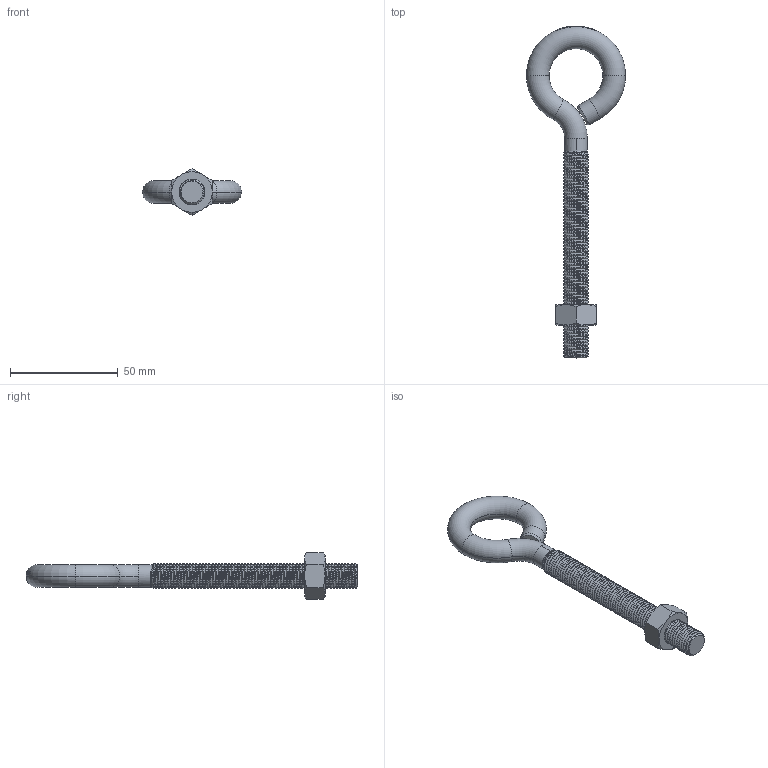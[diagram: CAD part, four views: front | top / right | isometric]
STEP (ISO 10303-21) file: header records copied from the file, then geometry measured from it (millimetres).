
FILE_DESCRIPTION (( 'STEP AP214' ), '1' );
FILE_NAME ('05173-Eyebolt Unwelded Eye Zinc Plated M12 150mm.STEP', '2019-01-07T01:58:27', ( '' ), ( '' ), 'SwSTEP 2.0', 'SolidWorks 2018', '' );
FILE_SCHEMA (( 'AUTOMOTIVE_DESIGN' ));
Length unit declared in the file: millimetre
Products named in the file (1): 05173-Eyebolt Unwelded Eye Zinc Plated M12 150mm
Bounding box: 46 x 154 x 21.71 mm (x, y, z)
Volume: 21990.5 mm3; surface area: 11064.1 mm2
Topology: 2 solids, 2 shells, 431 faces, 1185 edges, 782 vertices
Faces by surface type: bspline 235, cylinder 131, torus 32, cone 22, plane 11
Entity records: 36311 total; most frequent: CARTESIAN_POINT 28201, ORIENTED_EDGE 2370, EDGE_CURVE 1185, VERTEX_POINT 782, B_SPLINE_CURVE_WITH_KNOTS 739, DIRECTION 631, EDGE_LOOP 457, FACE_OUTER_BOUND 431
